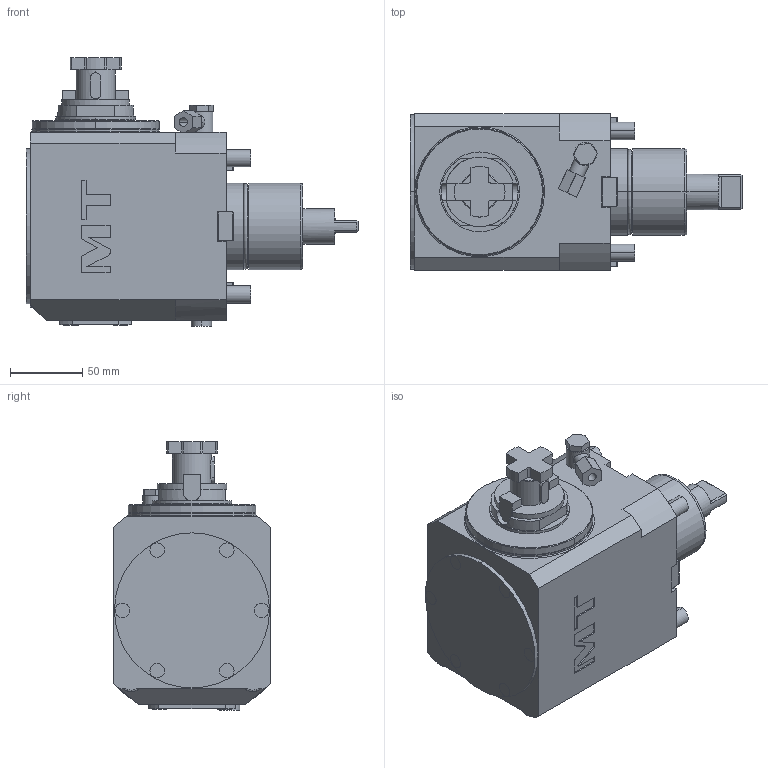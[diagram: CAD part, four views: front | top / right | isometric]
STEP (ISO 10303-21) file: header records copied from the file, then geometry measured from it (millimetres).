
FILE_DESCRIPTION((''),'2;1');
FILE_NAME('GDW0182721_CONF','2024-12-17T17:48:25',('fpalella'),('M.T. srl'),'CREO PARAMETRIC BY PTC INC, 2023352','CREO PARAMETRIC BY PTC INC, 2023352','');
FILE_SCHEMA(('CONFIG_CONTROL_DESIGN'));
Length unit declared in the file: millimetre
Products named in the file (1): GDW0182721_CONF
Bounding box: 229.05 x 108 x 185.5 mm (x, y, z)
Volume: 2145301.5 mm3; surface area: 127994.4 mm2
Topology: 1 solids, 1 shells, 405 faces, 1025 edges, 650 vertices
Faces by surface type: plane 262, cylinder 121, torus 10, cone 8, extrusion 4
Entity records: 12643 total; most frequent: CARTESIAN_POINT 2660, DIRECTION 2080, ORIENTED_EDGE 2050, EDGE_CURVE 1025, VECTOR 702, LINE 698, AXIS2_PLACEMENT_3D 689, VERTEX_POINT 650
